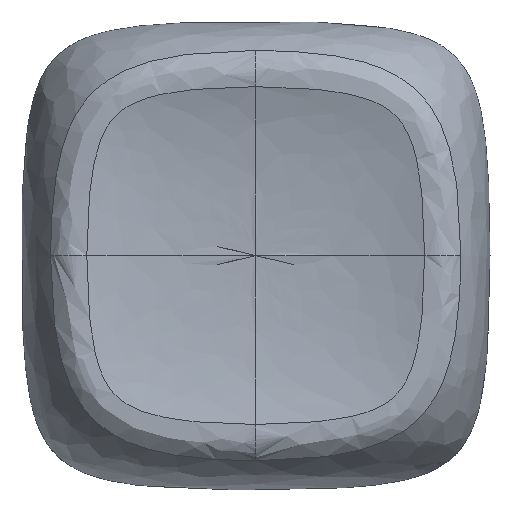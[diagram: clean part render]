
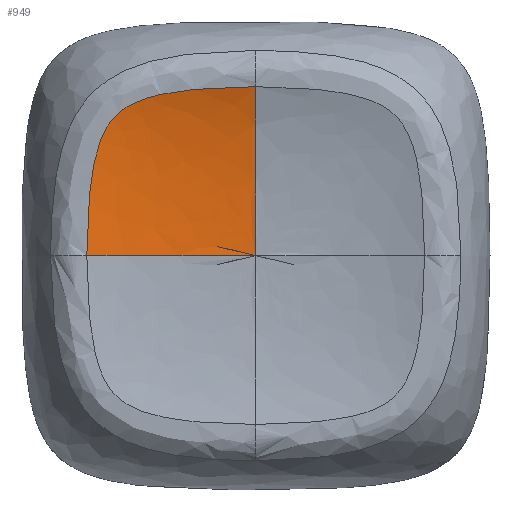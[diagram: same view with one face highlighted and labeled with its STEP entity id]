
A CAD part, top view. The second image highlights one B-rep face of the part: STEP entity #949.
In plain terms, the highlighted free-form (B-spline) face has degree [3, 3] with [7, 5] control points.
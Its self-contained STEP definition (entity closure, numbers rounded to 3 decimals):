
#15=(
BOUNDED_CURVE()
B_SPLINE_CURVE(5,(#12050,#12051,#12052,#12053,#12054,#12055,#12056,#12057,
#12058,#12059),.UNSPECIFIED.,.F.,.F.)
B_SPLINE_CURVE_WITH_KNOTS((6,1,1,1,1,6),(0.176,0.2,0.4,0.6,
0.8,1.),.UNSPECIFIED.)
CURVE()
GEOMETRIC_REPRESENTATION_ITEM()
RATIONAL_B_SPLINE_CURVE((1.,1.,1.,1.,1.,1.,1.,1.,1.,1.))
REPRESENTATION_ITEM('')
);
#17=(
BOUNDED_CURVE()
B_SPLINE_CURVE(5,(#12105,#12106,#12107,#12108,#12109,#12110,#12111,#12112,
#12113,#12114),.UNSPECIFIED.,.F.,.F.)
B_SPLINE_CURVE_WITH_KNOTS((6,1,1,1,1,6),(0.176,0.2,0.4,0.6,
0.8,1.),.UNSPECIFIED.)
CURVE()
GEOMETRIC_REPRESENTATION_ITEM()
RATIONAL_B_SPLINE_CURVE((1.,1.,1.,1.,1.,1.,1.,1.,1.,1.))
REPRESENTATION_ITEM('')
);
#30=B_SPLINE_CURVE_WITH_KNOTS('',3,(#11479,#11480,#11481,#11482,#11483,
#11484,#11485,#11486,#11487,#11488,#11489,#11490,#11491,#11492),
 .UNSPECIFIED.,.F.,.F.,(4,1,1,1,1,1,1,1,1,1,1,4),(0.,0.167,
0.335,0.419,0.46,0.502,
0.586,0.67,0.753,0.837,
1.005,1.172),.UNSPECIFIED.);
#53=B_SPLINE_SURFACE_WITH_KNOTS('',3,3,((#12070,#12071,#12072,#12073,#12074),
(#12075,#12076,#12077,#12078,#12079),(#12080,#12081,#12082,#12083,#12084),
(#12085,#12086,#12087,#12088,#12089),(#12090,#12091,#12092,#12093,#12094),
(#12095,#12096,#12097,#12098,#12099),(#12100,#12101,#12102,#12103,#12104)),
 .UNSPECIFIED.,.F.,.F.,.F.,(4,1,1,1,4),(4,1,4),(0.,0.286,0.571,
0.857,1.),(0.131,0.503,1.),
 .UNSPECIFIED.);
#152=FACE_OUTER_BOUND('',#215,.T.);
#215=EDGE_LOOP('',(#858,#859,#860));
#463=VERTEX_POINT('',#11459);
#466=VERTEX_POINT('',#11477);
#472=VERTEX_POINT('',#12049);
#590=EDGE_CURVE('',#466,#463,#30,.T.);
#601=EDGE_CURVE('',#463,#472,#15,.T.);
#603=EDGE_CURVE('',#466,#472,#17,.T.);
#858=ORIENTED_EDGE('',*,*,#590,.F.);
#859=ORIENTED_EDGE('',*,*,#603,.T.);
#860=ORIENTED_EDGE('',*,*,#601,.F.);
#949=ADVANCED_FACE('',(#152),#53,.F.);
#11459=CARTESIAN_POINT('',(0.,6.484,5.536));
#11477=CARTESIAN_POINT('',(-6.484,0.,5.536));
#11479=CARTESIAN_POINT('Ctrl Pts',(-6.484,0.,
5.536));
#11480=CARTESIAN_POINT('Ctrl Pts',(-6.484,0.548,5.536));
#11481=CARTESIAN_POINT('Ctrl Pts',(-6.455,1.644,5.54));
#11482=CARTESIAN_POINT('Ctrl Pts',(-6.326,2.997,5.555));
#11483=CARTESIAN_POINT('Ctrl Pts',(-6.134,3.907,5.574));
#11484=CARTESIAN_POINT('Ctrl Pts',(-5.972,4.402,5.585));
#11485=CARTESIAN_POINT('Ctrl Pts',(-5.767,4.875,5.596));
#11486=CARTESIAN_POINT('Ctrl Pts',(-5.402,5.402,5.605));
#11487=CARTESIAN_POINT('Ctrl Pts',(-4.77,5.839,5.594));
#11488=CARTESIAN_POINT('Ctrl Pts',(-4.036,6.105,5.576));
#11489=CARTESIAN_POINT('Ctrl Pts',(-2.998,6.327,5.555));
#11490=CARTESIAN_POINT('Ctrl Pts',(-1.644,6.455,5.54));
#11491=CARTESIAN_POINT('Ctrl Pts',(-0.548,6.484,
5.536));
#11492=CARTESIAN_POINT('Ctrl Pts',(0.,6.484,
5.536));
#12049=CARTESIAN_POINT('',(0.,0.,4.8));
#12050=CARTESIAN_POINT('Ctrl Pts',(0.,6.484,
5.536));
#12051=CARTESIAN_POINT('Ctrl Pts',(0.,6.462,
5.529));
#12052=CARTESIAN_POINT('Ctrl Pts',(0.,6.25,
5.465));
#12053=CARTESIAN_POINT('Ctrl Pts',(0.,5.83,
5.347));
#12054=CARTESIAN_POINT('Ctrl Pts',(0.,5.151,
5.184));
#12055=CARTESIAN_POINT('Ctrl Pts',(0.,4.1,
4.995));
#12056=CARTESIAN_POINT('Ctrl Pts',(0.,2.767,
4.864));
#12057=CARTESIAN_POINT('Ctrl Pts',(0.,1.503,4.812));
#12058=CARTESIAN_POINT('Ctrl Pts',(0.,0.524,
4.8));
#12059=CARTESIAN_POINT('Ctrl Pts',(0.,0.,
4.8));
#12070=CARTESIAN_POINT('Ctrl Pts',(-6.694,0.,
5.603));
#12071=CARTESIAN_POINT('Ctrl Pts',(-6.134,0.,
5.42));
#12072=CARTESIAN_POINT('Ctrl Pts',(-4.651,0.,
5.024));
#12073=CARTESIAN_POINT('Ctrl Pts',(-2.168,0.,
4.8));
#12074=CARTESIAN_POINT('Ctrl Pts',(0.,0.,
4.8));
#12075=CARTESIAN_POINT('Ctrl Pts',(-6.694,1.287,5.603));
#12076=CARTESIAN_POINT('Ctrl Pts',(-6.134,1.143,5.42));
#12077=CARTESIAN_POINT('Ctrl Pts',(-4.652,0.791,
5.024));
#12078=CARTESIAN_POINT('Ctrl Pts',(-2.168,0.33,
4.8));
#12079=CARTESIAN_POINT('Ctrl Pts',(0.,0.,
4.8));
#12080=CARTESIAN_POINT('Ctrl Pts',(-6.505,3.862,5.603));
#12081=CARTESIAN_POINT('Ctrl Pts',(-5.939,3.47,5.42));
#12082=CARTESIAN_POINT('Ctrl Pts',(-4.42,2.401,5.024));
#12083=CARTESIAN_POINT('Ctrl Pts',(-2.003,0.967,
4.8));
#12084=CARTESIAN_POINT('Ctrl Pts',(0.,0.,
4.8));
#12085=CARTESIAN_POINT('Ctrl Pts',(-5.165,6.015,5.603));
#12086=CARTESIAN_POINT('Ctrl Pts',(-4.671,5.467,5.42));
#12087=CARTESIAN_POINT('Ctrl Pts',(-3.307,3.972,5.024));
#12088=CARTESIAN_POINT('Ctrl Pts',(-1.38,1.731,4.8));
#12089=CARTESIAN_POINT('Ctrl Pts',(0.,0.,
4.8));
#12090=CARTESIAN_POINT('Ctrl Pts',(-2.613,6.614,5.603));
#12091=CARTESIAN_POINT('Ctrl Pts',(-2.337,6.052,5.42));
#12092=CARTESIAN_POINT('Ctrl Pts',(-1.61,4.56,5.024));
#12093=CARTESIAN_POINT('Ctrl Pts',(-0.651,2.106,4.8));
#12094=CARTESIAN_POINT('Ctrl Pts',(0.,0.,
4.8));
#12095=CARTESIAN_POINT('Ctrl Pts',(-0.644,6.694,5.603));
#12096=CARTESIAN_POINT('Ctrl Pts',(-0.573,6.134,
5.42));
#12097=CARTESIAN_POINT('Ctrl Pts',(-0.397,4.651,
5.024));
#12098=CARTESIAN_POINT('Ctrl Pts',(-0.165,2.168,
4.8));
#12099=CARTESIAN_POINT('Ctrl Pts',(0.,0.,
4.8));
#12100=CARTESIAN_POINT('Ctrl Pts',(0.,6.694,
5.603));
#12101=CARTESIAN_POINT('Ctrl Pts',(0.,6.134,
5.42));
#12102=CARTESIAN_POINT('Ctrl Pts',(0.,4.651,
5.024));
#12103=CARTESIAN_POINT('Ctrl Pts',(0.,2.168,
4.8));
#12104=CARTESIAN_POINT('Ctrl Pts',(0.,0.,
4.8));
#12105=CARTESIAN_POINT('Ctrl Pts',(-6.484,0.,
5.536));
#12106=CARTESIAN_POINT('Ctrl Pts',(-6.462,0.,
5.529));
#12107=CARTESIAN_POINT('Ctrl Pts',(-6.25,0.,
5.465));
#12108=CARTESIAN_POINT('Ctrl Pts',(-5.83,0.,
5.347));
#12109=CARTESIAN_POINT('Ctrl Pts',(-5.151,0.,
5.184));
#12110=CARTESIAN_POINT('Ctrl Pts',(-4.1,0.,
4.995));
#12111=CARTESIAN_POINT('Ctrl Pts',(-2.767,0.,
4.864));
#12112=CARTESIAN_POINT('Ctrl Pts',(-1.503,0.,
4.812));
#12113=CARTESIAN_POINT('Ctrl Pts',(-0.524,0.,
4.8));
#12114=CARTESIAN_POINT('Ctrl Pts',(0.,0.,
4.8));
